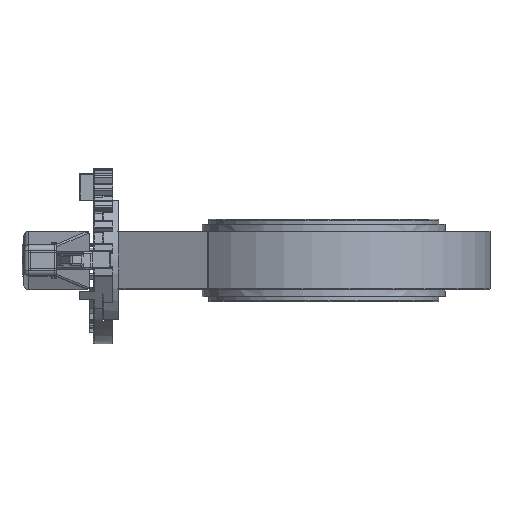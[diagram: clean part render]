
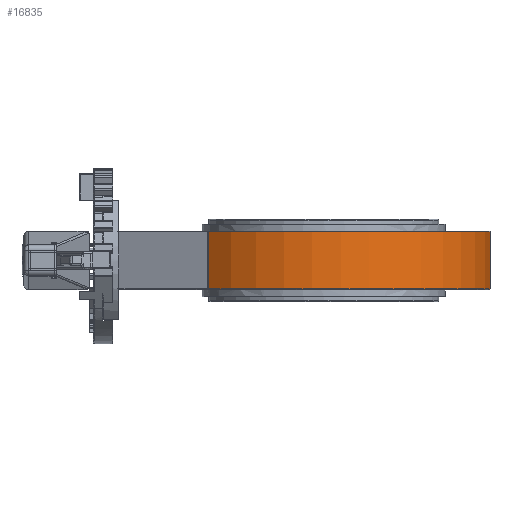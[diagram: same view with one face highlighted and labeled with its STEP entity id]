
A CAD part, left-side view. The second image highlights one B-rep face of the part: STEP entity #16835.
In plain terms, the highlighted cylindrical face has radius 140 mm (diameter 280 mm), a partial arc.
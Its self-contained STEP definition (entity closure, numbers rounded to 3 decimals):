
#1747=LINE('',#27401,#2945);
#1749=LINE('',#27404,#2947);
#2945=VECTOR('',#21198,10.);
#2947=VECTOR('',#21202,10.);
#3856=CYLINDRICAL_SURFACE('',#18323,140.);
#4281=FACE_OUTER_BOUND('',#5261,.T.);
#5261=EDGE_LOOP('',(#12381,#12382,#12383,#12384));
#6243=CIRCLE('',#18048,140.);
#6267=CIRCLE('',#18095,140.);
#7133=VERTEX_POINT('',#26226);
#7134=VERTEX_POINT('',#26230);
#7189=VERTEX_POINT('',#26488);
#7190=VERTEX_POINT('',#26492);
#8882=EDGE_CURVE('',#7134,#7133,#6243,.T.);
#8960=EDGE_CURVE('',#7190,#7189,#6267,.T.);
#9231=EDGE_CURVE('',#7133,#7190,#1747,.T.);
#9233=EDGE_CURVE('',#7189,#7134,#1749,.T.);
#12381=ORIENTED_EDGE('',*,*,#8882,.F.);
#12382=ORIENTED_EDGE('',*,*,#9233,.F.);
#12383=ORIENTED_EDGE('',*,*,#8960,.F.);
#12384=ORIENTED_EDGE('',*,*,#9231,.F.);
#16835=ADVANCED_FACE('',(#4281),#3856,.T.);
#18048=AXIS2_PLACEMENT_3D('',#26232,#20482,#20483);
#18095=AXIS2_PLACEMENT_3D('',#26494,#20613,#20614);
#18323=AXIS2_PLACEMENT_3D('',#27403,#21200,#21201);
#20482=DIRECTION('center_axis',(0.,0.,1.));
#20483=DIRECTION('ref_axis',(0.,-1.,0.));
#20613=DIRECTION('center_axis',(0.,0.,-1.));
#20614=DIRECTION('ref_axis',(0.,-1.,0.));
#21198=DIRECTION('',(0.,0.,-1.));
#21200=DIRECTION('center_axis',(0.,0.,1.));
#21201=DIRECTION('ref_axis',(0.,-1.,0.));
#21202=DIRECTION('',(0.,0.,1.));
#26226=CARTESIAN_POINT('',(101.452,96.476,24.));
#26230=CARTESIAN_POINT('',(-101.452,96.476,24.));
#26232=CARTESIAN_POINT('Origin',(0.,0.,24.));
#26488=CARTESIAN_POINT('',(-101.452,96.476,-24.));
#26492=CARTESIAN_POINT('',(101.452,96.476,-24.));
#26494=CARTESIAN_POINT('Origin',(0.,0.,-24.));
#27401=CARTESIAN_POINT('',(101.452,96.476,0.));
#27403=CARTESIAN_POINT('Origin',(0.,0.,0.));
#27404=CARTESIAN_POINT('',(-101.452,96.476,0.));
